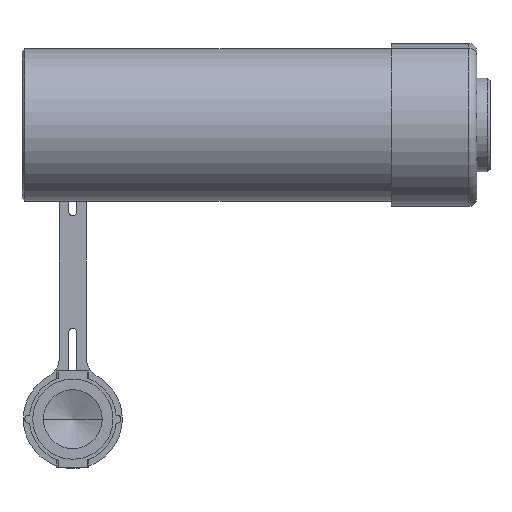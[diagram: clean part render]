
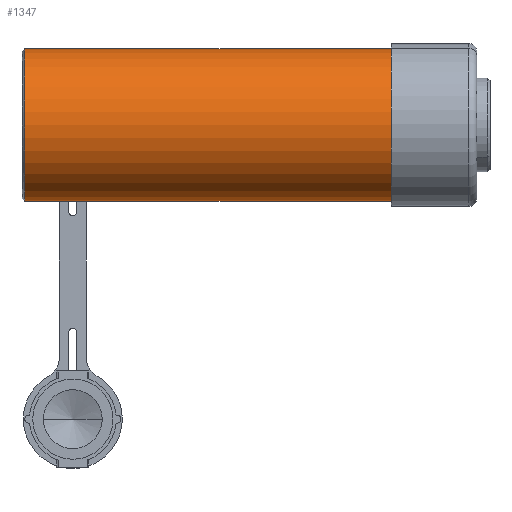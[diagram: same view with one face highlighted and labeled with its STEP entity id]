
A CAD part, front view. The second image highlights one B-rep face of the part: STEP entity #1347.
In plain terms, the highlighted cylindrical face has radius 28.5 mm (diameter 57 mm), a partial arc.
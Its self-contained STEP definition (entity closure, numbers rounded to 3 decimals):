
#1347 = ADVANCED_FACE ( 'NONE', ( #17722 ), #10333, .T. ) ;
#2178 = DIRECTION ( 'NONE',  ( -1., 0., 0. ) ) ;
#3176 = CIRCLE ( 'NONE', #9453, 28.5 ) ;
#3429 = DIRECTION ( 'NONE',  ( -1., 0., 0. ) ) ;
#3465 = DIRECTION ( 'NONE',  ( -1., 0., 0. ) ) ;
#5049 = ORIENTED_EDGE ( 'NONE', *, *, #23467, .F. ) ;
#5957 = EDGE_LOOP ( 'NONE', ( #16867, #15110, #20974, #5049 ) ) ;
#5981 = VERTEX_POINT ( 'NONE', #22430 ) ;
#6095 = CARTESIAN_POINT ( 'NONE',  ( 1., 0., 28.5 ) ) ;
#6509 = DIRECTION ( 'NONE',  ( -1., 0., 0. ) ) ;
#8957 = EDGE_CURVE ( 'NONE', #12439, #14717, #9693, .T. ) ;
#9453 = AXIS2_PLACEMENT_3D ( 'NONE', #17808, #6509, #19687 ) ;
#9467 = EDGE_CURVE ( 'NONE', #5981, #12439, #3176, .T. ) ;
#9693 = LINE ( 'NONE', #16672, #12346 ) ;
#10034 = EDGE_CURVE ( 'NONE', #5981, #13254, #24055, .T. ) ;
#10333 = CYLINDRICAL_SURFACE ( 'NONE', #12053, 28.5 ) ;
#12053 = AXIS2_PLACEMENT_3D ( 'NONE', #22789, #17130, #20979 ) ;
#12346 = VECTOR ( 'NONE', #3465, 1000. ) ;
#12439 = VERTEX_POINT ( 'NONE', #12784 ) ;
#12784 = CARTESIAN_POINT ( 'NONE',  ( 163.932, 0., 28.5 ) ) ;
#13254 = VERTEX_POINT ( 'NONE', #14168 ) ;
#14097 = VECTOR ( 'NONE', #2178, 1000. ) ;
#14168 = CARTESIAN_POINT ( 'NONE',  ( 1., 0., -28.5 ) ) ;
#14717 = VERTEX_POINT ( 'NONE', #6095 ) ;
#14748 = CARTESIAN_POINT ( 'NONE',  ( 1., 0., 0. ) ) ;
#15110 = ORIENTED_EDGE ( 'NONE', *, *, #9467, .T. ) ;
#16643 = DIRECTION ( 'NONE',  ( 0., 0., 1. ) ) ;
#16672 = CARTESIAN_POINT ( 'NONE',  ( 0., 0., 28.5 ) ) ;
#16867 = ORIENTED_EDGE ( 'NONE', *, *, #10034, .F. ) ;
#17130 = DIRECTION ( 'NONE',  ( -1., 0., 0. ) ) ;
#17722 = FACE_OUTER_BOUND ( 'NONE', #5957, .T. ) ;
#17808 = CARTESIAN_POINT ( 'NONE',  ( 163.932, 0., 0. ) ) ;
#19169 = CARTESIAN_POINT ( 'NONE',  ( 0., 0., -28.5 ) ) ;
#19687 = DIRECTION ( 'NONE',  ( 0., 0., 1. ) ) ;
#19886 = CIRCLE ( 'NONE', #22489, 28.5 ) ;
#20974 = ORIENTED_EDGE ( 'NONE', *, *, #8957, .T. ) ;
#20979 = DIRECTION ( 'NONE',  ( 0., 0., 1. ) ) ;
#22430 = CARTESIAN_POINT ( 'NONE',  ( 163.932, 0., -28.5 ) ) ;
#22489 = AXIS2_PLACEMENT_3D ( 'NONE', #14748, #3429, #16643 ) ;
#22789 = CARTESIAN_POINT ( 'NONE',  ( 0., 0., 0. ) ) ;
#23467 = EDGE_CURVE ( 'NONE', #13254, #14717, #19886, .T. ) ;
#24055 = LINE ( 'NONE', #19169, #14097 ) ;
